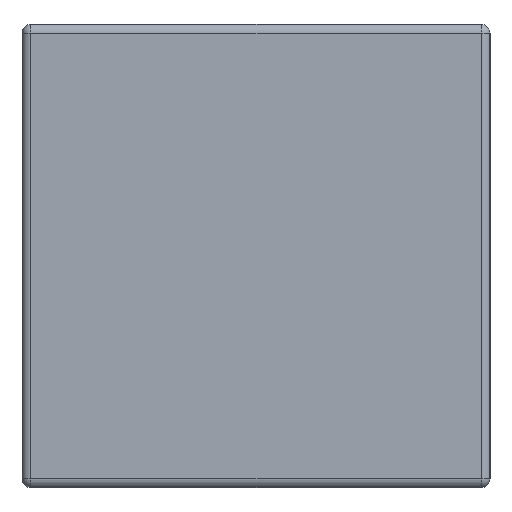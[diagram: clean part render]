
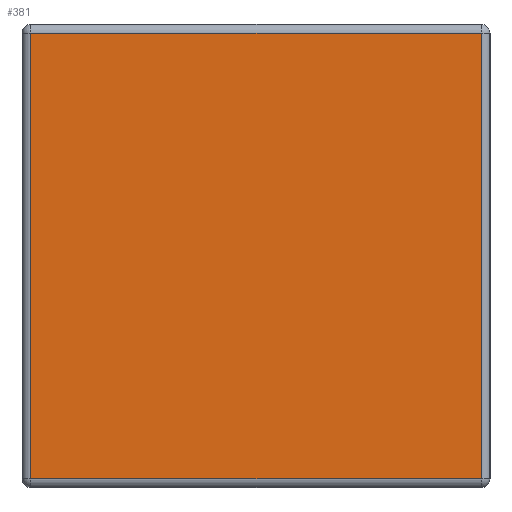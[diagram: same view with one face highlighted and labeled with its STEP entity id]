
A CAD part, left-side view. The second image highlights one B-rep face of the part: STEP entity #381.
In plain terms, the highlighted planar face has unit normal (-1, 0, 0).
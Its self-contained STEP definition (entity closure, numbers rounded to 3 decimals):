
#117 = VERTEX_POINT ( 'NONE', #497 ) ;
#118 = EDGE_LOOP ( 'NONE', ( #838, #1049, #1449, #1192 ) ) ;
#126 = DIRECTION ( 'NONE',  ( 0., 1., 0. ) ) ;
#316 = CARTESIAN_POINT ( 'NONE',  ( -14., 10.4, 0. ) ) ;
#353 = LINE ( 'NONE', #943, #553 ) ;
#381 = ADVANCED_FACE ( 'NONE', ( #1239 ), #1369, .T. ) ;
#436 = LINE ( 'NONE', #1423, #1602 ) ;
#451 = DIRECTION ( 'NONE',  ( -1., 0., 0. ) ) ;
#463 = EDGE_CURVE ( 'NONE', #117, #1930, #1799, .T. ) ;
#472 = DIRECTION ( 'NONE',  ( 0., 0., -1. ) ) ;
#497 = CARTESIAN_POINT ( 'NONE',  ( -14., 0.2, -0.2 ) ) ;
#553 = VECTOR ( 'NONE', #936, 1000. ) ;
#611 = EDGE_CURVE ( 'NONE', #687, #117, #353, .T. ) ;
#687 = VERTEX_POINT ( 'NONE', #988 ) ;
#802 = CARTESIAN_POINT ( 'NONE',  ( -14., 10.4, -0.2 ) ) ;
#825 = VECTOR ( 'NONE', #126, 1000. ) ;
#838 = ORIENTED_EDGE ( 'NONE', *, *, #463, .T. ) ;
#893 = VERTEX_POINT ( 'NONE', #1638 ) ;
#936 = DIRECTION ( 'NONE',  ( 0., 0., 1. ) ) ;
#943 = CARTESIAN_POINT ( 'NONE',  ( -14., 0.2, 0. ) ) ;
#965 = AXIS2_PLACEMENT_3D ( 'NONE', #1067, #451, #1518 ) ;
#988 = CARTESIAN_POINT ( 'NONE',  ( -14., 0.2, -10.3 ) ) ;
#1045 = CARTESIAN_POINT ( 'NONE',  ( -14., 10.6, -0.2 ) ) ;
#1049 = ORIENTED_EDGE ( 'NONE', *, *, #1840, .T. ) ;
#1067 = CARTESIAN_POINT ( 'NONE',  ( -14., 10.6, 0. ) ) ;
#1192 = ORIENTED_EDGE ( 'NONE', *, *, #611, .T. ) ;
#1239 = FACE_OUTER_BOUND ( 'NONE', #118, .T. ) ;
#1265 = VECTOR ( 'NONE', #472, 1000. ) ;
#1369 = PLANE ( 'NONE',  #965 ) ;
#1398 = EDGE_CURVE ( 'NONE', #893, #687, #436, .T. ) ;
#1423 = CARTESIAN_POINT ( 'NONE',  ( -14., 10.6, -10.3 ) ) ;
#1449 = ORIENTED_EDGE ( 'NONE', *, *, #1398, .T. ) ;
#1518 = DIRECTION ( 'NONE',  ( 0., 0., 1. ) ) ;
#1529 = LINE ( 'NONE', #316, #1265 ) ;
#1602 = VECTOR ( 'NONE', #1876, 1000. ) ;
#1638 = CARTESIAN_POINT ( 'NONE',  ( -14., 10.4, -10.3 ) ) ;
#1799 = LINE ( 'NONE', #1045, #825 ) ;
#1840 = EDGE_CURVE ( 'NONE', #1930, #893, #1529, .T. ) ;
#1876 = DIRECTION ( 'NONE',  ( 0., -1., 0. ) ) ;
#1930 = VERTEX_POINT ( 'NONE', #802 ) ;
